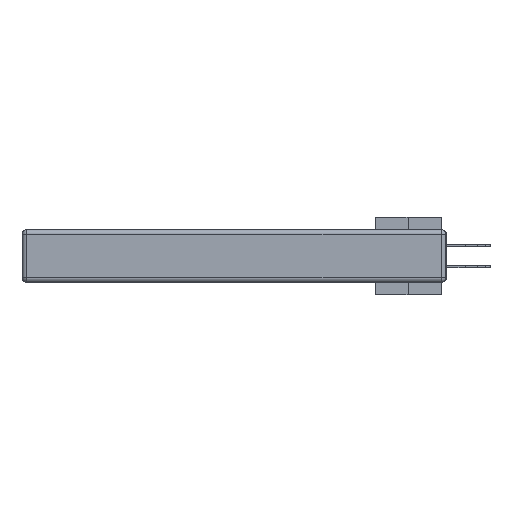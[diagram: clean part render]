
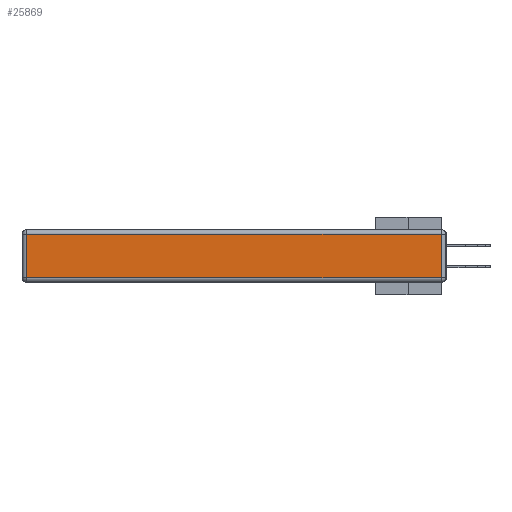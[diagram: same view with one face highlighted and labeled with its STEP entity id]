
A CAD part, left-side view. The second image highlights one B-rep face of the part: STEP entity #25869.
In plain terms, the highlighted planar face has unit normal (-1, 0, 0).
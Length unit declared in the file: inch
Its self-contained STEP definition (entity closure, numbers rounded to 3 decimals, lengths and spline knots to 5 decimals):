
#1477 = DIRECTION ( 'NONE',  ( 0., 0., 1. ) ) ;
#6181 = CARTESIAN_POINT ( 'NONE',  ( 0., 0.03, -0.03 ) ) ;
#7672 = CARTESIAN_POINT ( 'NONE',  ( 0., 0., -0.313 ) ) ;
#8848 = LINE ( 'NONE', #7672, #22622 ) ;
#9137 = CARTESIAN_POINT ( 'NONE',  ( 0., 0.03, -0.343 ) ) ;
#9690 = EDGE_CURVE ( 'NONE', #23706, #29321, #33996, .T. ) ;
#9725 = PLANE ( 'NONE',  #10280 ) ;
#10280 = AXIS2_PLACEMENT_3D ( 'NONE', #12606, #20924, #23917 ) ;
#12606 = CARTESIAN_POINT ( 'NONE',  ( 0., 0., -0.343 ) ) ;
#17308 = EDGE_CURVE ( 'NONE', #21575, #23706, #31040, .T. ) ;
#17720 = ORIENTED_EDGE ( 'NONE', *, *, #17308, .T. ) ;
#19007 = FACE_OUTER_BOUND ( 'NONE', #20442, .T. ) ;
#19250 = CARTESIAN_POINT ( 'NONE',  ( 0., 2.72, -0.343 ) ) ;
#20442 = EDGE_LOOP ( 'NONE', ( #22109, #26625, #17720, #33724 ) ) ;
#20924 = DIRECTION ( 'NONE',  ( -1., 0., 0. ) ) ;
#21575 = VERTEX_POINT ( 'NONE', #6181 ) ;
#21658 = DIRECTION ( 'NONE',  ( 0., 0., -1. ) ) ;
#22109 = ORIENTED_EDGE ( 'NONE', *, *, #24843, .T. ) ;
#22620 = VECTOR ( 'NONE', #1477, 39.37008 ) ;
#22622 = VECTOR ( 'NONE', #24278, 39.37008 ) ;
#23706 = VERTEX_POINT ( 'NONE', #27477 ) ;
#23917 = DIRECTION ( 'NONE',  ( 0., 0., 1. ) ) ;
#24135 = EDGE_CURVE ( 'NONE', #28339, #21575, #25224, .T. ) ;
#24278 = DIRECTION ( 'NONE',  ( 0., -1., 0. ) ) ;
#24731 = DIRECTION ( 'NONE',  ( 0., 1., 0. ) ) ;
#24843 = EDGE_CURVE ( 'NONE', #29321, #28339, #8848, .T. ) ;
#25224 = LINE ( 'NONE', #9137, #22620 ) ;
#25430 = VECTOR ( 'NONE', #24731, 39.37008 ) ;
#25799 = VECTOR ( 'NONE', #21658, 39.37008 ) ;
#25869 = ADVANCED_FACE ( 'NONE', ( #19007 ), #9725, .T. ) ;
#26625 = ORIENTED_EDGE ( 'NONE', *, *, #24135, .T. ) ;
#27477 = CARTESIAN_POINT ( 'NONE',  ( 0., 2.72, -0.03 ) ) ;
#28339 = VERTEX_POINT ( 'NONE', #28649 ) ;
#28649 = CARTESIAN_POINT ( 'NONE',  ( 0., 0.03, -0.313 ) ) ;
#29321 = VERTEX_POINT ( 'NONE', #30252 ) ;
#30029 = CARTESIAN_POINT ( 'NONE',  ( 0., 2.75, -0.03 ) ) ;
#30252 = CARTESIAN_POINT ( 'NONE',  ( 0., 2.72, -0.313 ) ) ;
#31040 = LINE ( 'NONE', #30029, #25430 ) ;
#33724 = ORIENTED_EDGE ( 'NONE', *, *, #9690, .T. ) ;
#33996 = LINE ( 'NONE', #19250, #25799 ) ;
